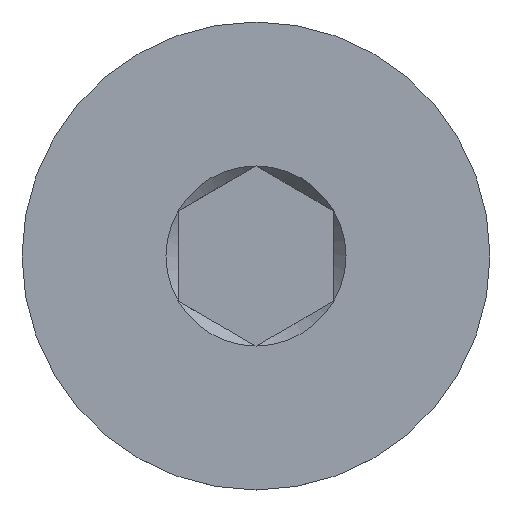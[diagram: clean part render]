
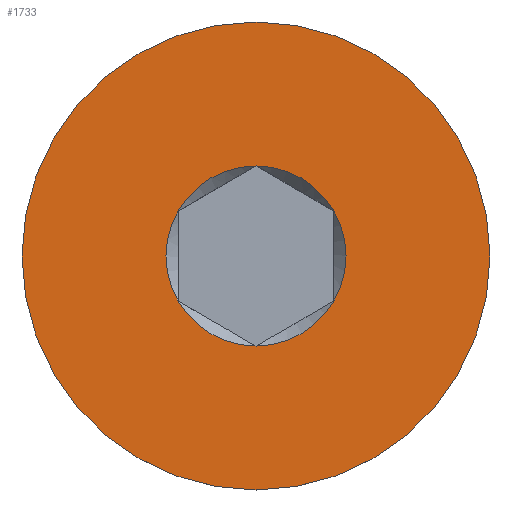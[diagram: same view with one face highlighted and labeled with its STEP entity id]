
A CAD part, top view. The second image highlights one B-rep face of the part: STEP entity #1733.
In plain terms, the highlighted planar face has unit normal (0, 0, 1).
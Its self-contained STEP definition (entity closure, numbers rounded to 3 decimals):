
#17=FACE_BOUND('',#294,.T.);
#18=PLANE('',#1863);
#197=FACE_OUTER_BOUND('',#293,.T.);
#293=EDGE_LOOP('',(#1363,#1364));
#294=EDGE_LOOP('',(#1365,#1366,#1367,#1368,#1369,#1370));
#319=CIRCLE('',#1854,2.309);
#320=CIRCLE('',#1856,6.);
#321=CIRCLE('',#1857,6.);
#326=CIRCLE('',#1864,2.309);
#327=CIRCLE('',#1865,2.309);
#328=CIRCLE('',#1866,2.309);
#329=CIRCLE('',#1867,2.309);
#330=CIRCLE('',#1868,2.309);
#747=VERTEX_POINT('',#11524);
#748=VERTEX_POINT('',#11525);
#749=VERTEX_POINT('',#11531);
#750=VERTEX_POINT('',#11532);
#756=VERTEX_POINT('',#11592);
#757=VERTEX_POINT('',#11594);
#758=VERTEX_POINT('',#11596);
#759=VERTEX_POINT('',#11598);
#1001=EDGE_CURVE('',#747,#748,#319,.T.);
#1002=EDGE_CURVE('',#749,#750,#320,.T.);
#1003=EDGE_CURVE('',#750,#749,#321,.T.);
#1012=EDGE_CURVE('',#748,#756,#326,.T.);
#1013=EDGE_CURVE('',#756,#757,#327,.T.);
#1014=EDGE_CURVE('',#757,#758,#328,.T.);
#1015=EDGE_CURVE('',#758,#759,#329,.T.);
#1016=EDGE_CURVE('',#759,#747,#330,.T.);
#1363=ORIENTED_EDGE('',*,*,#1002,.T.);
#1364=ORIENTED_EDGE('',*,*,#1003,.T.);
#1365=ORIENTED_EDGE('',*,*,#1012,.T.);
#1366=ORIENTED_EDGE('',*,*,#1013,.T.);
#1367=ORIENTED_EDGE('',*,*,#1014,.T.);
#1368=ORIENTED_EDGE('',*,*,#1015,.T.);
#1369=ORIENTED_EDGE('',*,*,#1016,.T.);
#1370=ORIENTED_EDGE('',*,*,#1001,.T.);
#1733=ADVANCED_FACE('',(#197,#17),#18,.F.);
#1854=AXIS2_PLACEMENT_3D('',#11529,#2126,#2127);
#1856=AXIS2_PLACEMENT_3D('',#11533,#2130,#2131);
#1857=AXIS2_PLACEMENT_3D('',#11534,#2132,#2133);
#1863=AXIS2_PLACEMENT_3D('',#11591,#2146,#2147);
#1864=AXIS2_PLACEMENT_3D('',#11593,#2148,#2149);
#1865=AXIS2_PLACEMENT_3D('',#11595,#2150,#2151);
#1866=AXIS2_PLACEMENT_3D('',#11597,#2152,#2153);
#1867=AXIS2_PLACEMENT_3D('',#11599,#2154,#2155);
#1868=AXIS2_PLACEMENT_3D('',#11600,#2156,#2157);
#2126=DIRECTION('center_axis',(0.,0.,-1.));
#2127=DIRECTION('ref_axis',(-1.,0.,0.));
#2130=DIRECTION('center_axis',(0.,0.,1.));
#2131=DIRECTION('ref_axis',(0.,-1.,0.));
#2132=DIRECTION('center_axis',(0.,0.,1.));
#2133=DIRECTION('ref_axis',(0.,-1.,0.));
#2146=DIRECTION('center_axis',(0.,0.,-1.));
#2147=DIRECTION('ref_axis',(0.,1.,0.));
#2148=DIRECTION('center_axis',(0.,0.,-1.));
#2149=DIRECTION('ref_axis',(-1.,0.,0.));
#2150=DIRECTION('center_axis',(0.,0.,-1.));
#2151=DIRECTION('ref_axis',(-1.,0.,0.));
#2152=DIRECTION('center_axis',(0.,0.,-1.));
#2153=DIRECTION('ref_axis',(-1.,0.,0.));
#2154=DIRECTION('center_axis',(0.,0.,-1.));
#2155=DIRECTION('ref_axis',(-1.,0.,0.));
#2156=DIRECTION('center_axis',(0.,0.,-1.));
#2157=DIRECTION('ref_axis',(-1.,0.,0.));
#11524=CARTESIAN_POINT('',(-2.,-1.155,20.));
#11525=CARTESIAN_POINT('',(-2.,1.155,20.));
#11529=CARTESIAN_POINT('Origin',(0.,0.,20.));
#11531=CARTESIAN_POINT('',(0.,-6.,20.));
#11532=CARTESIAN_POINT('',(0.,6.,20.));
#11533=CARTESIAN_POINT('Origin',(0.,0.,20.));
#11534=CARTESIAN_POINT('Origin',(0.,0.,20.));
#11591=CARTESIAN_POINT('Origin',(0.,0.,
20.));
#11592=CARTESIAN_POINT('',(0.,2.309,20.));
#11593=CARTESIAN_POINT('Origin',(0.,0.,20.));
#11594=CARTESIAN_POINT('',(2.,1.155,20.));
#11595=CARTESIAN_POINT('Origin',(0.,0.,20.));
#11596=CARTESIAN_POINT('',(2.,-1.155,20.));
#11597=CARTESIAN_POINT('Origin',(0.,0.,20.));
#11598=CARTESIAN_POINT('',(0.,-2.309,20.));
#11599=CARTESIAN_POINT('Origin',(0.,0.,20.));
#11600=CARTESIAN_POINT('Origin',(0.,0.,20.));
